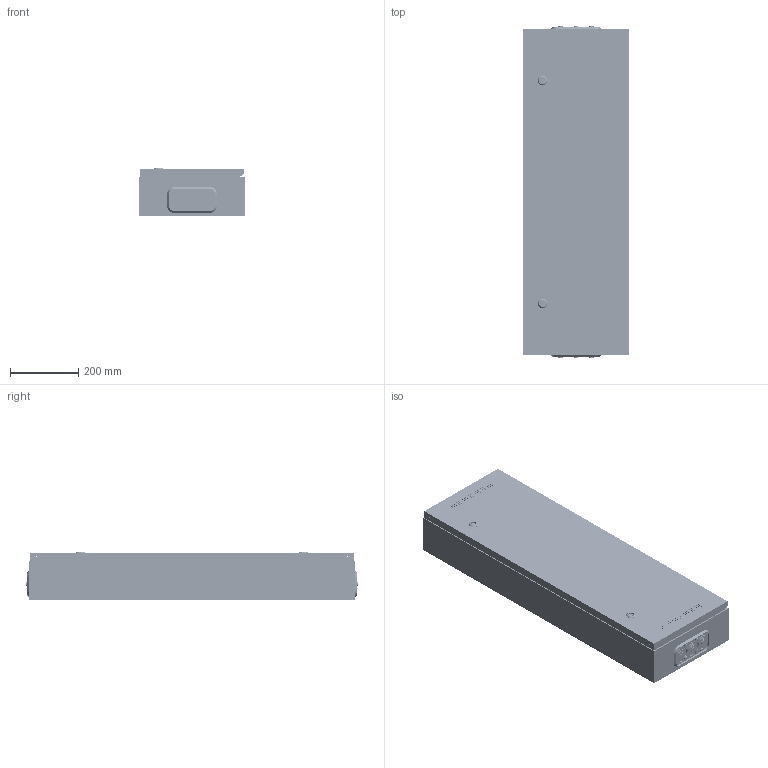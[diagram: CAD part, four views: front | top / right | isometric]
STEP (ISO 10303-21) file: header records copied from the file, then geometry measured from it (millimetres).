
FILE_DESCRIPTION (( 'STEP AP214' ), '1' );
FILE_NAME ('TI5-51-N-072-30 TITAN 5 Êîðïóñ ìóëüòèìåäèà ÙÐí-72 (1õ72) áåëûé IEK.STEP', '2024-12-06T12:38:25', ( '' ), ( '' ), 'SwSTEP 2.0', 'SolidWorks 2022', '' );
FILE_SCHEMA (( 'AUTOMOTIVE_DESIGN' ));
Length unit declared in the file: millimetre
Products named in the file (1): TI5-51-N-072-30 TITAN 5 Корпус мультимедиа ЩРн-72 (1х72) белый IEK
Bounding box: 310 x 976.35 x 144.1 mm (x, y, z)
Volume: 1766312.4 mm3; surface area: 3035786.3 mm2
Topology: 48 solids, 60 shells, 12189 faces, 33724 edges, 22031 vertices
Faces by surface type: cylinder 6404, plane 4335, cone 556, bspline 508, torus 317, sphere 69
Entity records: 582708 total; most frequent: CARTESIAN_POINT 121423, DIRECTION 68374, ORIENTED_EDGE 67408, EDGE_CURVE 33704, AXIS2_PLACEMENT_3D 25843, VERTEX_POINT 22031, EDGE_LOOP 17449, VECTOR 16688
